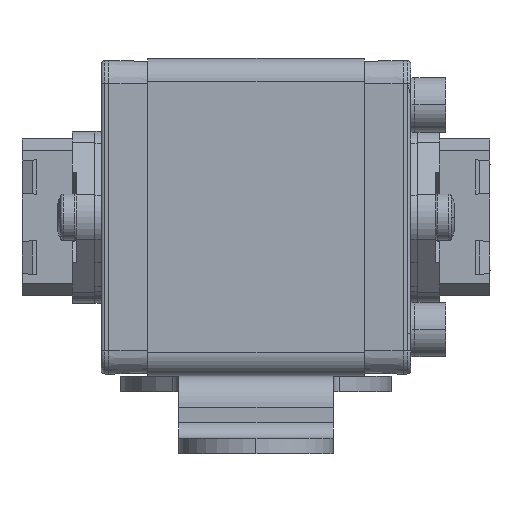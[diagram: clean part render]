
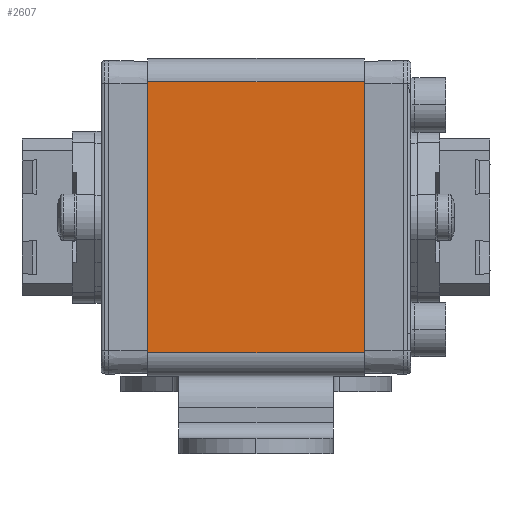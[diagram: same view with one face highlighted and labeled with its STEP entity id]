
A CAD part, front view. The second image highlights one B-rep face of the part: STEP entity #2607.
In plain terms, the highlighted planar face has unit normal (0, -1, 0).
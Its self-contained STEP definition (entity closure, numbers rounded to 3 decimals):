
#2594=AXIS2_PLACEMENT_3D('Plane Axis2P3D',#2591,#2592,#2593) ;
#313=CARTESIAN_POINT('Vertex',(16.2,30.125,48.)) ;
#316=CARTESIAN_POINT('Line Origine',(30.2,30.125,48.)) ;
#320=CARTESIAN_POINT('Vertex',(44.2,30.125,48.)) ;
#340=CARTESIAN_POINT('Line Origine',(16.2,30.125,30.5)) ;
#344=CARTESIAN_POINT('Vertex',(16.2,30.125,13.)) ;
#2241=CARTESIAN_POINT('Vertex',(44.2,30.125,13.)) ;
#2244=CARTESIAN_POINT('Line Origine',(44.2,30.125,30.5)) ;
#2591=CARTESIAN_POINT('Axis2P3D Location',(30.2,30.125,13.)) ;
#2596=CARTESIAN_POINT('Line Origine',(30.2,30.125,13.)) ;
#317=DIRECTION('Vector Direction',(-1.,0.,0.)) ;
#341=DIRECTION('Vector Direction',(0.,0.,-1.)) ;
#2245=DIRECTION('Vector Direction',(0.,0.,-1.)) ;
#2592=DIRECTION('Axis2P3D Direction',(0.,-1.,0.)) ;
#2593=DIRECTION('Axis2P3D XDirection',(0.,0.,1.)) ;
#2597=DIRECTION('Vector Direction',(-1.,0.,0.)) ;
#318=VECTOR('Line Direction',#317,1.) ;
#342=VECTOR('Line Direction',#341,1.) ;
#2246=VECTOR('Line Direction',#2245,1.) ;
#2598=VECTOR('Line Direction',#2597,1.) ;
#2602=ORIENTED_EDGE('',*,*,#322,.T.) ;
#2603=ORIENTED_EDGE('',*,*,#346,.F.) ;
#2604=ORIENTED_EDGE('',*,*,#2600,.F.) ;
#2605=ORIENTED_EDGE('',*,*,#2248,.T.) ;
#2607=ADVANCED_FACE('KU V14.1\\MMU_ALGH_KU_V14_FVB\\MMU_ALGH_KU _V14_FVB',(#2606),#2595,.T.) ;
#322=EDGE_CURVE('',#321,#314,#319,.T.) ;
#346=EDGE_CURVE('',#345,#314,#343,.F.) ;
#2248=EDGE_CURVE('',#2242,#321,#2247,.F.) ;
#2600=EDGE_CURVE('',#2242,#345,#2599,.T.) ;
#2601=EDGE_LOOP('',(#2602,#2603,#2604,#2605)) ;
#2606=FACE_OUTER_BOUND('',#2601,.T.) ;
#319=LINE('Line',#316,#318) ;
#343=LINE('Line',#340,#342) ;
#2247=LINE('Line',#2244,#2246) ;
#2599=LINE('Line',#2596,#2598) ;
#2595=PLANE('',#2594) ;
#314=VERTEX_POINT('',#313) ;
#321=VERTEX_POINT('',#320) ;
#345=VERTEX_POINT('',#344) ;
#2242=VERTEX_POINT('',#2241) ;
